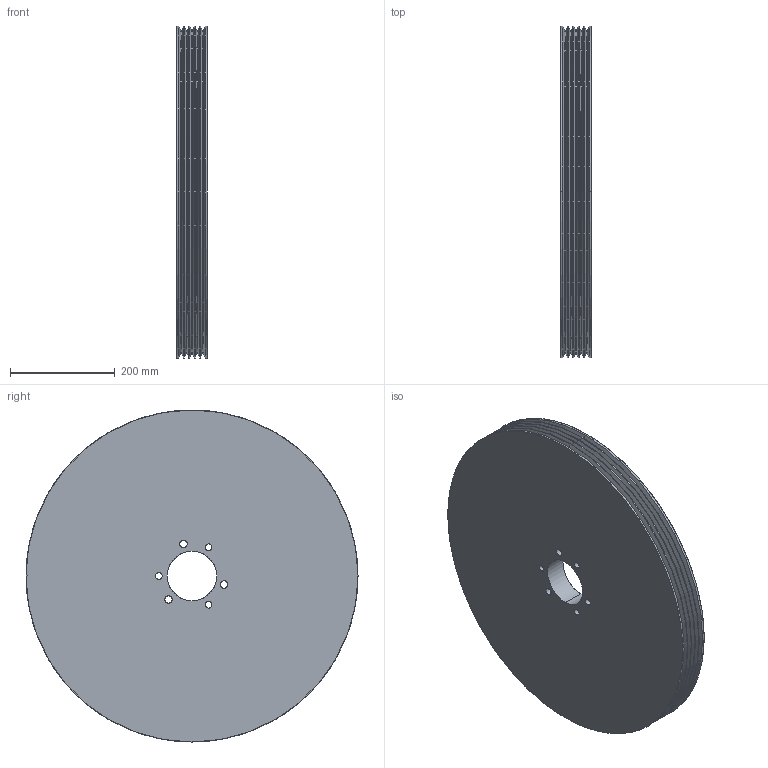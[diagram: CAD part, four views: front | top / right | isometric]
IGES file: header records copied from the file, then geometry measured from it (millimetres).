
Start section: SolidWorks IGES file using analytic representation for surfaces
Global section: file name: 5353V250724201542840.igs; native system: SolidWorks 2017; preprocessor: SolidWorks 2017; author: partstream; date: 170724.201552; units: inch
Bounding box: 58.74 x 635 x 635 mm (x, y, z)
Surface area: 906766.1 mm2 (no closed solid volume)
Topology: 0 solids, 0 shells, 99 faces, 948 edges, 948 vertices
Faces by surface type: revolution 58, bspline 41
